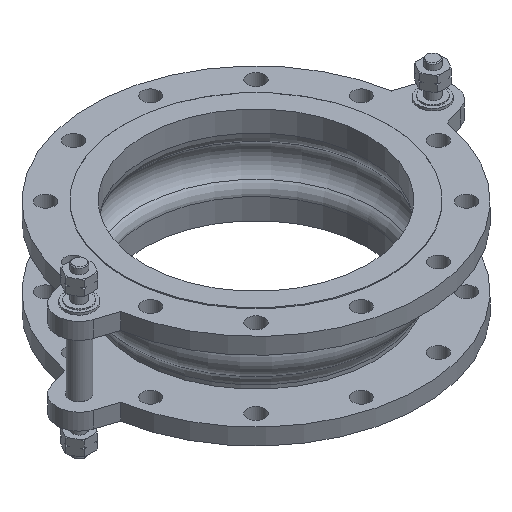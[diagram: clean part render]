
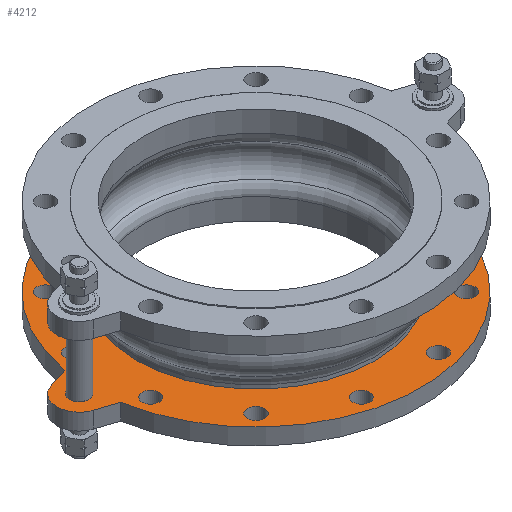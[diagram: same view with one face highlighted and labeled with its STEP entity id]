
A CAD part, isometric view. The second image highlights one B-rep face of the part: STEP entity #4212.
In plain terms, the highlighted planar face has unit normal (0, 0, 1).
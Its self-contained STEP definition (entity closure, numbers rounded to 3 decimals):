
#65=FACE_BOUND('',#1276,.T.);
#66=FACE_BOUND('',#1277,.T.);
#67=FACE_BOUND('',#1278,.T.);
#68=FACE_BOUND('',#1279,.T.);
#69=FACE_BOUND('',#1280,.T.);
#70=FACE_BOUND('',#1281,.T.);
#71=FACE_BOUND('',#1282,.T.);
#72=FACE_BOUND('',#1283,.T.);
#73=FACE_BOUND('',#1284,.T.);
#74=FACE_BOUND('',#1285,.T.);
#75=FACE_BOUND('',#1286,.T.);
#76=FACE_BOUND('',#1287,.T.);
#77=FACE_BOUND('',#1288,.T.);
#78=FACE_BOUND('',#1289,.T.);
#79=FACE_BOUND('',#1290,.T.);
#424=LINE('',#6286,#608);
#429=LINE('',#6300,#613);
#505=LINE('',#7086,#689);
#509=LINE('',#7094,#693);
#608=VECTOR('',#4973,10.);
#613=VECTOR('',#4986,10.);
#689=VECTOR('',#5478,10.);
#693=VECTOR('',#5488,10.);
#998=FACE_OUTER_BOUND('',#1275,.T.);
#1275=EDGE_LOOP('',(#3675,#3676,#3677,#3678,#3679,#3680,#3681,#3682));
#1276=EDGE_LOOP('',(#3683));
#1277=EDGE_LOOP('',(#3684));
#1278=EDGE_LOOP('',(#3685));
#1279=EDGE_LOOP('',(#3686));
#1280=EDGE_LOOP('',(#3687));
#1281=EDGE_LOOP('',(#3688));
#1282=EDGE_LOOP('',(#3689));
#1283=EDGE_LOOP('',(#3690));
#1284=EDGE_LOOP('',(#3691));
#1285=EDGE_LOOP('',(#3692));
#1286=EDGE_LOOP('',(#3693));
#1287=EDGE_LOOP('',(#3694));
#1288=EDGE_LOOP('',(#3695));
#1289=EDGE_LOOP('',(#3696));
#1290=EDGE_LOOP('',(#3697,#3698));
#1398=CIRCLE('',#4372,30.);
#1419=CIRCLE('',#4396,222.5);
#1454=CIRCLE('',#4475,13.);
#1519=CIRCLE('',#4584,30.);
#1520=CIRCLE('',#4587,222.5);
#1549=CIRCLE('',#4655,13.);
#1550=CIRCLE('',#4656,11.5);
#1551=CIRCLE('',#4657,11.5);
#1552=CIRCLE('',#4658,11.5);
#1553=CIRCLE('',#4659,11.5);
#1554=CIRCLE('',#4660,11.5);
#1555=CIRCLE('',#4661,11.5);
#1556=CIRCLE('',#4662,11.5);
#1557=CIRCLE('',#4663,11.5);
#1558=CIRCLE('',#4664,11.5);
#1559=CIRCLE('',#4665,11.5);
#1560=CIRCLE('',#4666,11.5);
#1561=CIRCLE('',#4667,11.5);
#1562=CIRCLE('',#4668,160.);
#1563=CIRCLE('',#4669,160.);
#1700=VERTEX_POINT('',#6284);
#1701=VERTEX_POINT('',#6285);
#1704=VERTEX_POINT('',#6293);
#1706=VERTEX_POINT('',#6299);
#1728=VERTEX_POINT('',#6347);
#1811=VERTEX_POINT('',#6691);
#1919=VERTEX_POINT('',#7084);
#1920=VERTEX_POINT('',#7085);
#1921=VERTEX_POINT('',#7090);
#1992=VERTEX_POINT('',#7406);
#1993=VERTEX_POINT('',#7408);
#1994=VERTEX_POINT('',#7410);
#1995=VERTEX_POINT('',#7412);
#1996=VERTEX_POINT('',#7414);
#1997=VERTEX_POINT('',#7416);
#1998=VERTEX_POINT('',#7418);
#1999=VERTEX_POINT('',#7420);
#2000=VERTEX_POINT('',#7422);
#2001=VERTEX_POINT('',#7424);
#2002=VERTEX_POINT('',#7426);
#2003=VERTEX_POINT('',#7428);
#2004=VERTEX_POINT('',#7430);
#2005=VERTEX_POINT('',#7432);
#2006=VERTEX_POINT('',#7433);
#2174=EDGE_CURVE('',#1700,#1701,#424,.T.);
#2178=EDGE_CURVE('',#1701,#1704,#1398,.T.);
#2181=EDGE_CURVE('',#1704,#1706,#429,.T.);
#2205=EDGE_CURVE('',#1706,#1728,#1419,.T.);
#2326=EDGE_CURVE('',#1811,#1811,#1454,.T.);
#2472=EDGE_CURVE('',#1919,#1920,#505,.T.);
#2475=EDGE_CURVE('',#1920,#1921,#1519,.T.);
#2477=EDGE_CURVE('',#1921,#1728,#509,.T.);
#2478=EDGE_CURVE('',#1919,#1700,#1520,.T.);
#2583=EDGE_CURVE('',#1992,#1992,#1549,.T.);
#2584=EDGE_CURVE('',#1993,#1993,#1550,.T.);
#2585=EDGE_CURVE('',#1994,#1994,#1551,.T.);
#2586=EDGE_CURVE('',#1995,#1995,#1552,.T.);
#2587=EDGE_CURVE('',#1996,#1996,#1553,.T.);
#2588=EDGE_CURVE('',#1997,#1997,#1554,.T.);
#2589=EDGE_CURVE('',#1998,#1998,#1555,.T.);
#2590=EDGE_CURVE('',#1999,#1999,#1556,.T.);
#2591=EDGE_CURVE('',#2000,#2000,#1557,.T.);
#2592=EDGE_CURVE('',#2001,#2001,#1558,.T.);
#2593=EDGE_CURVE('',#2002,#2002,#1559,.T.);
#2594=EDGE_CURVE('',#2003,#2003,#1560,.T.);
#2595=EDGE_CURVE('',#2004,#2004,#1561,.T.);
#2596=EDGE_CURVE('',#2005,#2006,#1562,.T.);
#2597=EDGE_CURVE('',#2006,#2005,#1563,.T.);
#3675=ORIENTED_EDGE('',*,*,#2478,.F.);
#3676=ORIENTED_EDGE('',*,*,#2472,.T.);
#3677=ORIENTED_EDGE('',*,*,#2475,.T.);
#3678=ORIENTED_EDGE('',*,*,#2477,.T.);
#3679=ORIENTED_EDGE('',*,*,#2205,.F.);
#3680=ORIENTED_EDGE('',*,*,#2181,.F.);
#3681=ORIENTED_EDGE('',*,*,#2178,.F.);
#3682=ORIENTED_EDGE('',*,*,#2174,.F.);
#3683=ORIENTED_EDGE('',*,*,#2326,.F.);
#3684=ORIENTED_EDGE('',*,*,#2583,.T.);
#3685=ORIENTED_EDGE('',*,*,#2584,.T.);
#3686=ORIENTED_EDGE('',*,*,#2585,.T.);
#3687=ORIENTED_EDGE('',*,*,#2586,.T.);
#3688=ORIENTED_EDGE('',*,*,#2587,.T.);
#3689=ORIENTED_EDGE('',*,*,#2588,.T.);
#3690=ORIENTED_EDGE('',*,*,#2589,.T.);
#3691=ORIENTED_EDGE('',*,*,#2590,.T.);
#3692=ORIENTED_EDGE('',*,*,#2591,.T.);
#3693=ORIENTED_EDGE('',*,*,#2592,.T.);
#3694=ORIENTED_EDGE('',*,*,#2593,.T.);
#3695=ORIENTED_EDGE('',*,*,#2594,.T.);
#3696=ORIENTED_EDGE('',*,*,#2595,.T.);
#3697=ORIENTED_EDGE('',*,*,#2596,.T.);
#3698=ORIENTED_EDGE('',*,*,#2597,.T.);
#4023=PLANE('',#4654);
#4212=ADVANCED_FACE('',(#998,#65,#66,#67,#68,#69,#70,#71,#72,#73,#74,#75,
#76,#77,#78,#79),#4023,.T.);
#4372=AXIS2_PLACEMENT_3D('',#6294,#4979,#4980);
#4396=AXIS2_PLACEMENT_3D('',#6348,#5033,#5034);
#4475=AXIS2_PLACEMENT_3D('',#6692,#5229,#5230);
#4584=AXIS2_PLACEMENT_3D('',#7091,#5483,#5484);
#4587=AXIS2_PLACEMENT_3D('',#7096,#5491,#5492);
#4654=AXIS2_PLACEMENT_3D('',#7405,#5653,#5654);
#4655=AXIS2_PLACEMENT_3D('',#7407,#5655,#5656);
#4656=AXIS2_PLACEMENT_3D('',#7409,#5657,#5658);
#4657=AXIS2_PLACEMENT_3D('',#7411,#5659,#5660);
#4658=AXIS2_PLACEMENT_3D('',#7413,#5661,#5662);
#4659=AXIS2_PLACEMENT_3D('',#7415,#5663,#5664);
#4660=AXIS2_PLACEMENT_3D('',#7417,#5665,#5666);
#4661=AXIS2_PLACEMENT_3D('',#7419,#5667,#5668);
#4662=AXIS2_PLACEMENT_3D('',#7421,#5669,#5670);
#4663=AXIS2_PLACEMENT_3D('',#7423,#5671,#5672);
#4664=AXIS2_PLACEMENT_3D('',#7425,#5673,#5674);
#4665=AXIS2_PLACEMENT_3D('',#7427,#5675,#5676);
#4666=AXIS2_PLACEMENT_3D('',#7429,#5677,#5678);
#4667=AXIS2_PLACEMENT_3D('',#7431,#5679,#5680);
#4668=AXIS2_PLACEMENT_3D('',#7434,#5681,#5682);
#4669=AXIS2_PLACEMENT_3D('',#7435,#5683,#5684);
#4973=DIRECTION('',(-0.951,0.309,0.));
#4979=DIRECTION('center_axis',(0.,0.,-1.));
#4980=DIRECTION('ref_axis',(-0.309,-0.951,0.));
#4986=DIRECTION('',(0.951,0.309,0.));
#5033=DIRECTION('center_axis',(0.,0.,-1.));
#5034=DIRECTION('ref_axis',(1.,0.,0.));
#5229=DIRECTION('center_axis',(0.,0.,1.));
#5230=DIRECTION('ref_axis',(1.,0.,0.));
#5478=DIRECTION('',(0.951,0.309,0.));
#5483=DIRECTION('center_axis',(0.,0.,1.));
#5484=DIRECTION('ref_axis',(0.309,-0.951,0.));
#5488=DIRECTION('',(-0.951,0.309,0.));
#5491=DIRECTION('center_axis',(0.,0.,-1.));
#5492=DIRECTION('ref_axis',(1.,0.,0.));
#5653=DIRECTION('center_axis',(0.,0.,1.));
#5654=DIRECTION('ref_axis',(1.,0.,0.));
#5655=DIRECTION('center_axis',(0.,0.,-1.));
#5656=DIRECTION('ref_axis',(-1.,0.,0.));
#5657=DIRECTION('center_axis',(0.,0.,-1.));
#5658=DIRECTION('ref_axis',(0.866,0.5,0.));
#5659=DIRECTION('center_axis',(0.,0.,-1.));
#5660=DIRECTION('ref_axis',(0.5,0.866,0.));
#5661=DIRECTION('center_axis',(0.,0.,-1.));
#5662=DIRECTION('ref_axis',(0.,1.,0.));
#5663=DIRECTION('center_axis',(0.,0.,-1.));
#5664=DIRECTION('ref_axis',(-0.5,0.866,0.));
#5665=DIRECTION('center_axis',(0.,0.,-1.));
#5666=DIRECTION('ref_axis',(-0.866,0.5,0.));
#5667=DIRECTION('center_axis',(0.,0.,-1.));
#5668=DIRECTION('ref_axis',(-1.,0.,0.));
#5669=DIRECTION('center_axis',(0.,0.,-1.));
#5670=DIRECTION('ref_axis',(-0.866,-0.5,0.));
#5671=DIRECTION('center_axis',(0.,0.,-1.));
#5672=DIRECTION('ref_axis',(-0.5,-0.866,0.));
#5673=DIRECTION('center_axis',(0.,0.,-1.));
#5674=DIRECTION('ref_axis',(0.,-1.,0.));
#5675=DIRECTION('center_axis',(0.,0.,-1.));
#5676=DIRECTION('ref_axis',(0.5,-0.866,0.));
#5677=DIRECTION('center_axis',(0.,0.,-1.));
#5678=DIRECTION('ref_axis',(0.866,-0.5,0.));
#5679=DIRECTION('center_axis',(0.,0.,-1.));
#5680=DIRECTION('ref_axis',(1.,0.,0.));
#5681=DIRECTION('center_axis',(0.,0.,-1.));
#5682=DIRECTION('ref_axis',(1.,0.,0.));
#5683=DIRECTION('center_axis',(0.,0.,-1.));
#5684=DIRECTION('ref_axis',(1.,0.,0.));
#6284=CARTESIAN_POINT('',(-219.326,-37.449,-41.75));
#6285=CARTESIAN_POINT('',(-246.771,-28.532,-41.75));
#6286=CARTESIAN_POINT('',(-249.445,-27.663,-41.75));
#6293=CARTESIAN_POINT('',(-246.771,28.532,-41.75));
#6294=CARTESIAN_POINT('Origin',(-237.5,0.,-41.75));
#6299=CARTESIAN_POINT('',(-219.326,37.449,-41.75));
#6300=CARTESIAN_POINT('',(-235.722,32.121,-41.75));
#6347=CARTESIAN_POINT('',(219.326,37.449,-41.75));
#6348=CARTESIAN_POINT('Origin',(0.,0.,-41.75));
#6691=CARTESIAN_POINT('',(-250.5,0.,-41.75));
#6692=CARTESIAN_POINT('Origin',(-237.5,0.,-41.75));
#7084=CARTESIAN_POINT('',(219.326,-37.449,-41.75));
#7085=CARTESIAN_POINT('',(246.771,-28.532,-41.75));
#7086=CARTESIAN_POINT('',(249.445,-27.663,-41.75));
#7090=CARTESIAN_POINT('',(246.771,28.532,-41.75));
#7091=CARTESIAN_POINT('Origin',(237.5,0.,-41.75));
#7094=CARTESIAN_POINT('',(235.722,32.121,-41.75));
#7096=CARTESIAN_POINT('Origin',(0.,0.,-41.75));
#7405=CARTESIAN_POINT('Origin',(0.,222.5,-41.75));
#7406=CARTESIAN_POINT('',(250.5,0.,-41.75));
#7407=CARTESIAN_POINT('Origin',(237.5,0.,-41.75));
#7408=CARTESIAN_POINT('',(-61.723,187.435,-41.75));
#7409=CARTESIAN_POINT('Origin',(-51.764,193.185,-41.75));
#7410=CARTESIAN_POINT('',(-147.171,131.462,-41.75));
#7411=CARTESIAN_POINT('Origin',(-141.421,141.421,-41.75));
#7412=CARTESIAN_POINT('',(-193.185,40.264,-41.75));
#7413=CARTESIAN_POINT('Origin',(-193.185,51.764,-41.75));
#7414=CARTESIAN_POINT('',(-187.435,-61.723,-41.75));
#7415=CARTESIAN_POINT('Origin',(-193.185,-51.764,-41.75));
#7416=CARTESIAN_POINT('',(-131.462,-147.171,-41.75));
#7417=CARTESIAN_POINT('Origin',(-141.421,-141.421,-41.75));
#7418=CARTESIAN_POINT('',(-40.264,-193.185,-41.75));
#7419=CARTESIAN_POINT('Origin',(-51.764,-193.185,-41.75));
#7420=CARTESIAN_POINT('',(61.723,-187.435,-41.75));
#7421=CARTESIAN_POINT('Origin',(51.764,-193.185,-41.75));
#7422=CARTESIAN_POINT('',(147.171,-131.462,-41.75));
#7423=CARTESIAN_POINT('Origin',(141.421,-141.421,-41.75));
#7424=CARTESIAN_POINT('',(193.185,-40.264,-41.75));
#7425=CARTESIAN_POINT('Origin',(193.185,-51.764,-41.75));
#7426=CARTESIAN_POINT('',(187.435,61.723,-41.75));
#7427=CARTESIAN_POINT('Origin',(193.185,51.764,-41.75));
#7428=CARTESIAN_POINT('',(131.462,147.171,-41.75));
#7429=CARTESIAN_POINT('Origin',(141.421,141.421,-41.75));
#7430=CARTESIAN_POINT('',(40.264,193.185,-41.75));
#7431=CARTESIAN_POINT('Origin',(51.764,193.185,-41.75));
#7432=CARTESIAN_POINT('',(0.,160.,-41.75));
#7433=CARTESIAN_POINT('',(0.,-160.,-41.75));
#7434=CARTESIAN_POINT('Origin',(0.,0.,-41.75));
#7435=CARTESIAN_POINT('Origin',(0.,0.,-41.75));
